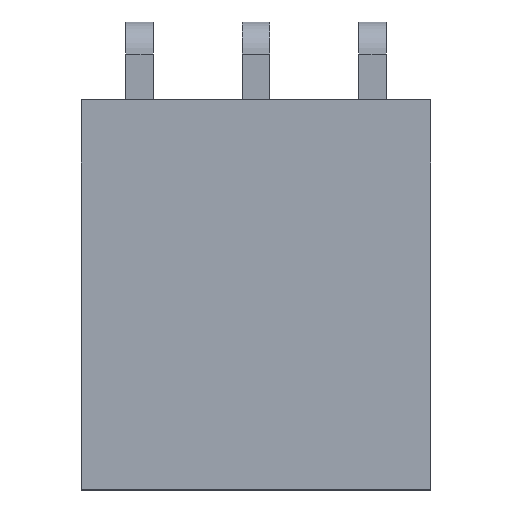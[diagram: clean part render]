
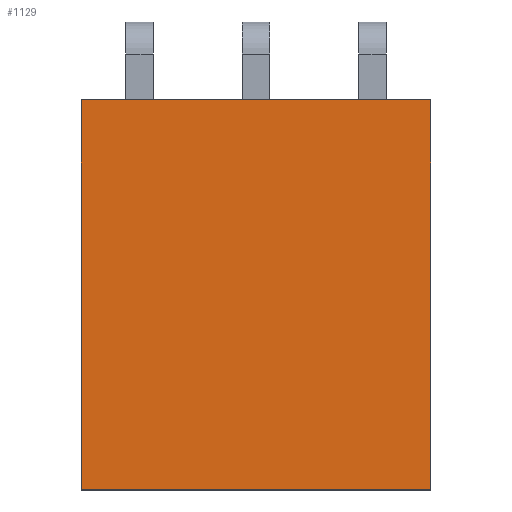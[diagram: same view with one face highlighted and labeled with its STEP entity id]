
A CAD part, top view. The second image highlights one B-rep face of the part: STEP entity #1129.
In plain terms, the highlighted planar face has unit normal (0, 0, 1).
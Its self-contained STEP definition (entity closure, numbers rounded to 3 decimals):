
#195 = CARTESIAN_POINT ( 'NONE',  ( 6.35, -1.5, 2.54 ) ) ;
#288 = ORIENTED_EDGE ( 'NONE', *, *, #4061, .T. ) ;
#386 = VERTEX_POINT ( 'NONE', #5988 ) ;
#674 = PLANE ( 'NONE',  #6363 ) ;
#680 = VECTOR ( 'NONE', #5242, 1000. ) ;
#975 = LINE ( 'NONE', #5727, #6569 ) ;
#1129 = ADVANCED_FACE ( 'NONE', ( #1189 ), #674, .T. ) ;
#1189 = FACE_OUTER_BOUND ( 'NONE', #4799, .T. ) ;
#1393 = DIRECTION ( 'NONE',  ( 1., 0., 0. ) ) ;
#1704 = CARTESIAN_POINT ( 'NONE',  ( -1.27, -10., 2.54 ) ) ;
#1952 = CARTESIAN_POINT ( 'NONE',  ( 1.27, -1.5, 2.54 ) ) ;
#1955 = DIRECTION ( 'NONE',  ( -1., 0., 0. ) ) ;
#2269 = EDGE_CURVE ( 'NONE', #4931, #3417, #3999, .T. ) ;
#2415 = CARTESIAN_POINT ( 'NONE',  ( -1.27, -1.5, 2.54 ) ) ;
#2542 = VECTOR ( 'NONE', #5682, 1000. ) ;
#2909 = CARTESIAN_POINT ( 'NONE',  ( 6.35, -1.5, 2.54 ) ) ;
#3333 = DIRECTION ( 'NONE',  ( 0., -1., 0. ) ) ;
#3409 = VECTOR ( 'NONE', #3333, 1000. ) ;
#3417 = VERTEX_POINT ( 'NONE', #4560 ) ;
#3999 = LINE ( 'NONE', #2909, #2542 ) ;
#4061 = EDGE_CURVE ( 'NONE', #386, #6516, #6570, .T. ) ;
#4067 = DIRECTION ( 'NONE',  ( 0., 0., 1. ) ) ;
#4560 = CARTESIAN_POINT ( 'NONE',  ( 6.35, -10., 2.54 ) ) ;
#4799 = EDGE_LOOP ( 'NONE', ( #288, #5922, #4863, #5021 ) ) ;
#4863 = ORIENTED_EDGE ( 'NONE', *, *, #2269, .F. ) ;
#4931 = VERTEX_POINT ( 'NONE', #5517 ) ;
#4964 = LINE ( 'NONE', #195, #680 ) ;
#5021 = ORIENTED_EDGE ( 'NONE', *, *, #6722, .T. ) ;
#5043 = EDGE_CURVE ( 'NONE', #3417, #6516, #975, .T. ) ;
#5242 = DIRECTION ( 'NONE',  ( -1., 0., 0. ) ) ;
#5517 = CARTESIAN_POINT ( 'NONE',  ( 6.35, -1.5, 2.54 ) ) ;
#5682 = DIRECTION ( 'NONE',  ( 0., -1., 0. ) ) ;
#5727 = CARTESIAN_POINT ( 'NONE',  ( 6.35, -10., 2.54 ) ) ;
#5922 = ORIENTED_EDGE ( 'NONE', *, *, #5043, .F. ) ;
#5988 = CARTESIAN_POINT ( 'NONE',  ( -1.27, -1.5, 2.54 ) ) ;
#6363 = AXIS2_PLACEMENT_3D ( 'NONE', #1952, #4067, #1393 ) ;
#6516 = VERTEX_POINT ( 'NONE', #1704 ) ;
#6569 = VECTOR ( 'NONE', #1955, 1000. ) ;
#6570 = LINE ( 'NONE', #2415, #3409 ) ;
#6722 = EDGE_CURVE ( 'NONE', #4931, #386, #4964, .T. ) ;
